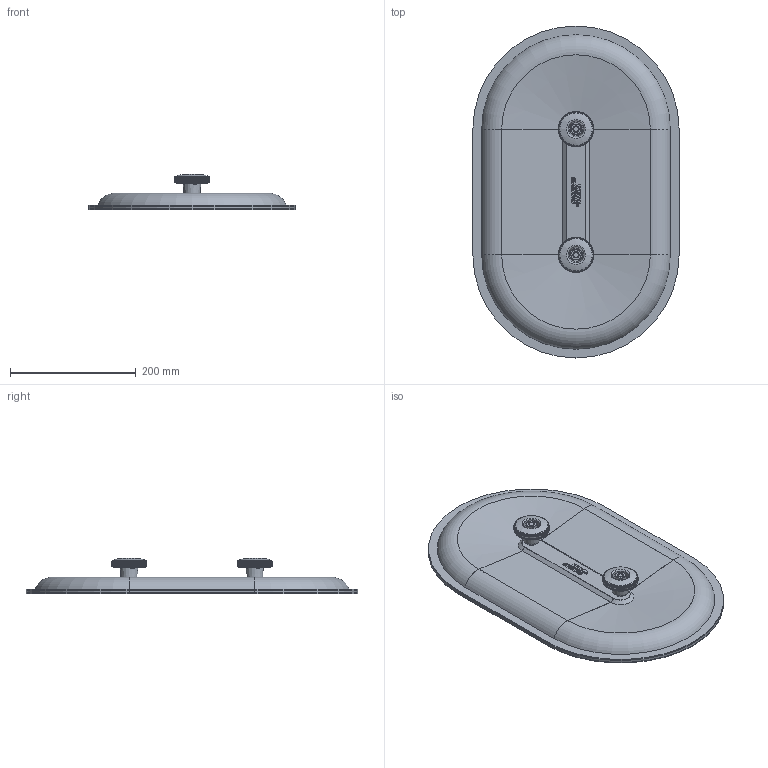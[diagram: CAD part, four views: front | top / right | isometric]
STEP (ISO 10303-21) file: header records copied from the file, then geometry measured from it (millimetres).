
FILE_DESCRIPTION(/* description */ (''),/* implementation_level */ '2;1');
FILE_NAME(/* name */ 'Metu_System_RD_53_PE.stp',/* time_stamp */ '2012-04-23T13:46:34+02:00',/* author */ (''),/* organization */ (''),/* preprocessor_version */ 'ST-DEVELOPER v11',/* originating_system */ 'SIEMENS UGS NX 6.0',/* authorisation */ '');
FILE_SCHEMA (('CONFIG_CONTROL_DESIGN'));
Length unit declared in the file: millimetre
Products named in the file (1): perl2843xje3
Bounding box: 328 x 528 x 55.78 mm (x, y, z)
Volume: 432756.5 mm3; surface area: 722341.9 mm2
Topology: 9 solids, 9 shells, 2216 faces, 4875 edges, 2684 vertices
Faces by surface type: cone 1018, plane 679, cylinder 304, bspline 138, torus 56, extrusion 17, sphere 4
Full cylindrical faces by diameter (mm): 2.958 x1, 3.198 x1, 8.376 x2, 8.5 x2, 9.8 x2, 11 x2, 12 x2, 14 x2, 24 x2
Entity records: 68400 total; most frequent: CARTESIAN_POINT 23099, ORIENTED_EDGE 9602, DIRECTION 8907, EDGE_CURVE 4801, AXIS2_PLACEMENT_3D 3394, VERTEX_POINT 2666, EDGE_LOOP 2297, ADVANCED_FACE 2216
